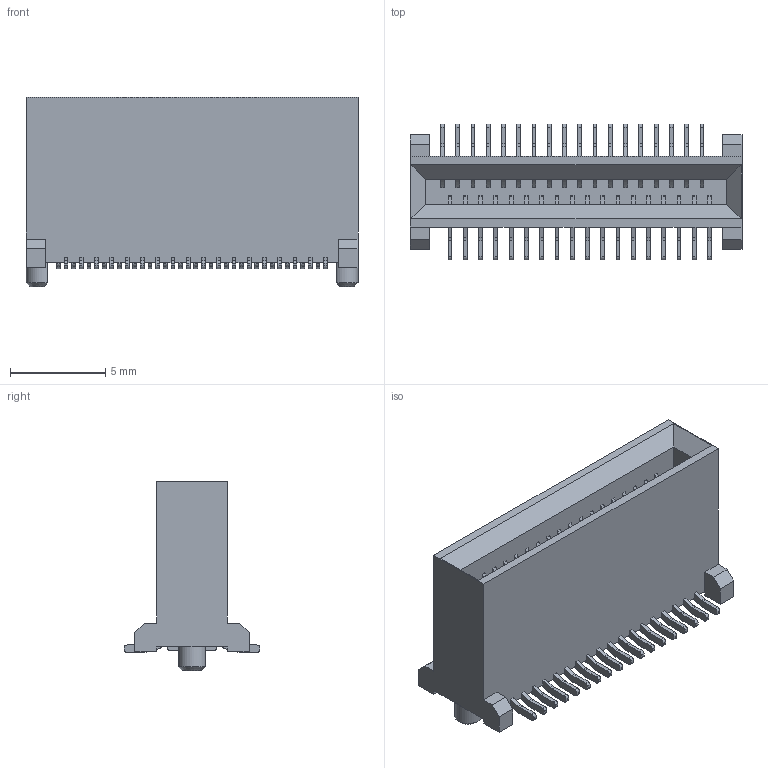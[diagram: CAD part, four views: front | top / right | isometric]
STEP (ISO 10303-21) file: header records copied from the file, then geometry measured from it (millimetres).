
FILE_DESCRIPTION((''),'2;1');
FILE_NAME('C-1888020-4','2010-03-10T',('workeradm'),('Tyco Electronics Ltd.'),'PRO/ENGINEER BY PARAMETRIC TECHNOLOGY CORPORATION, 2009300','PRO/ENGINEER BY PARAMETRIC TECHNOLOGY CORPORATION, 2009300','');
FILE_SCHEMA(('AUTOMOTIVE_DESIGN { 1 0 10303 214 1 1 1 1 }'));
Length unit declared in the file: millimetre
Products named in the file (1): C-1888020-4
Bounding box: 17.4 x 7.1 x 9.93 mm (x, y, z)
Volume: 441.2 mm3; surface area: 850.5 mm2
Topology: 1 solids, 1 shells, 985 faces, 2716 edges, 1806 vertices
Faces by surface type: plane 549, cylinder 434, cone 2
Entity records: 31807 total; most frequent: DIRECTION 5554, CARTESIAN_POINT 5529, ORIENTED_EDGE 5432, EDGE_CURVE 2716, AXIS2_PLACEMENT_3D 1857, VECTOR 1840, LINE 1840, VERTEX_POINT 1806
